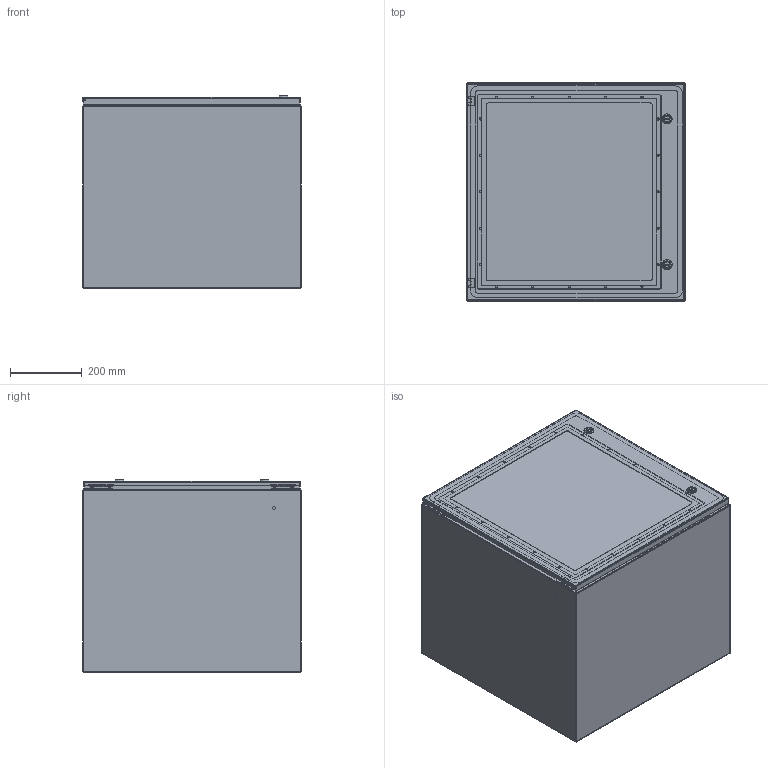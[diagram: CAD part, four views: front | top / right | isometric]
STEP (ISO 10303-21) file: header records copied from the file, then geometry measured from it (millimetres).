
FILE_DESCRIPTION(/* description */ ('N412WSSC 24X24 LID'),/* implementation_level */ '2;1');
FILE_NAME(/* name */ 'N412242420WSSC.stp',/* time_stamp */ '2016-03-11T15:30:20+05:00',/* author */ ('rsundaram'),/* organization */ (''),/* preprocessor_version */ 'ST-DEVELOPER v16.1',/* originating_system */ 'Autodesk Inventor 2016',/* authorisation */ '');
FILE_SCHEMA (('AUTOMOTIVE_DESIGN { 1 0 10303 214 3 1 1 }'));
Length unit declared in the file: inch
Products named in the file (33): N4122424WSSCLID; 36823-1; 36824-1; 35378; 388148; HFW388176; 1000-179_prt; 1000-102A-AA; 1000-02; 1000-23; 1000-u156_asm; 1000-318-PF; 1000-03-PG; 1000-24_prt; 1000-277-01PI; 1000-u630_asm; 35123; N412242420WSSCBTB; N4122420WSSCRS; N4122420WSSCLS; 349117; 38846; HFW3161; 17376 PIN; 17380 SCREW; 17723 BOX LEAF; 17723-UTI BRACKET; 17910 SEALING WASHER; HFW328176; HFW328175; 388151; N412C2424FIP; N412242420WSSC
Assembly tree (80 placements, depth 4):
  N412242420WSSC
    N4122424WSSCLID
    36823-1  x2
    36824-1  x2
    35378
    388148  x19
    HFW388176
    35123  x2
      1000-179_prt
      1000-u156_asm
        1000-102A-AA
        1000-02
        1000-23
      1000-u630_asm
        1000-318-PF
        1000-03-PG
        1000-24_prt
        1000-277-01PI
    N412242420WSSCBTB
    N4122420WSSCRS
    N4122420WSSCLS
    349117  x20
    38846
    HFW3161  x2
    HFW328176  x2
      17376 PIN
      17380 SCREW
      17723 BOX LEAF
      17723-UTI BRACKET
      17910 SEALING WASHER
    HFW328175  x2
    388151  x4
    N412C2424FIP
Bounding box: 609.6 x 609.6 x 535.3 mm (x, y, z)
Volume: 5503169.8 mm3; surface area: 4519023.7 mm2
Topology: 89 solids, 89 shells, 2399 faces, 5608 edges, 3417 vertices
Faces by surface type: plane 998, cylinder 680, cone 493, bspline 146, torus 82
Full cylindrical faces by diameter (mm): 2.362 x4, 3.175 x2, 3.317 x68, 3.861 x4, 3.962 x22, 4.166 x68, 4.25 x4, 4.366 x4, 4.572 x4, 4.762 x4, 4.826 x20, 5 x2, 5.5 x2, 6.35 x10, 6.413 x19, 6.502 x4, 6.985 x4, 7.144 x20, 7.62 x4, 8 x2, 8.128 x4, 8.56 x1, 9.144 x4, 9.9 x2, 10 x2, 10.2 x2, 11.112 x4, 12.8 x2, 13.5 x2, 14.3 x4
Entity records: 34893 total; most frequent: CARTESIAN_POINT 12224, DIRECTION 4447, ORIENTED_EDGE 4200, EDGE_CURVE 2100, AXIS2_PLACEMENT_3D 1607, VERTEX_POINT 1384, LINE 1233, VECTOR 1233
